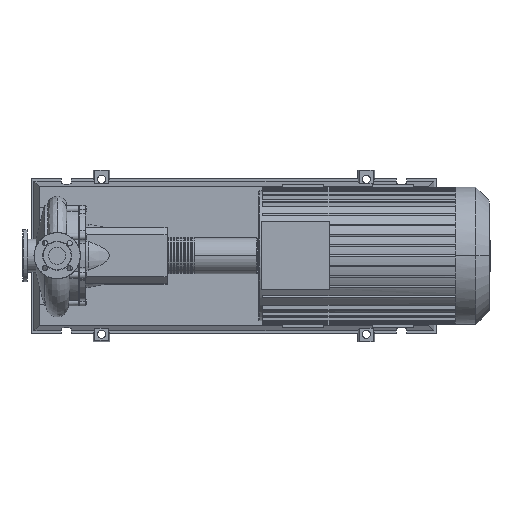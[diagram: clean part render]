
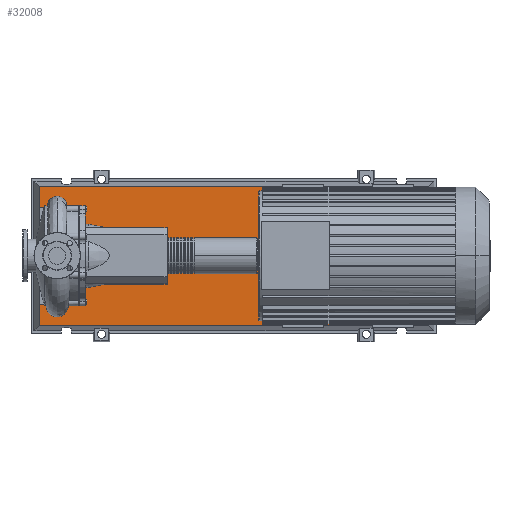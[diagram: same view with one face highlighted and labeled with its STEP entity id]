
A CAD part, top view. The second image highlights one B-rep face of the part: STEP entity #32008.
In plain terms, the highlighted planar face has unit normal (0, 0, 1).
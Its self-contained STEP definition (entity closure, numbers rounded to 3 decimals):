
#28175=CARTESIAN_POINT('',(1319.232,-246.732,103.0));
#28176=VERTEX_POINT('',#28175);
#28183=CARTESIAN_POINT('',(-64.232,-246.732,103.0));
#28184=VERTEX_POINT('',#28183);
#28185=CARTESIAN_POINT('',(1319.232,-246.732,103.0));
#28186=DIRECTION('',(-1.0,0.0,0.0));
#28187=VECTOR('',#28186,1383.465);
#28188=LINE('',#28185,#28187);
#28189=EDGE_CURVE('',#28176,#28184,#28188,.T.);
#31921=CARTESIAN_POINT('',(1319.232,246.732,103.0));
#31922=VERTEX_POINT('',#31921);
#31923=CARTESIAN_POINT('',(1319.232,246.732,103.0));
#31924=DIRECTION('',(0.0,-1.0,0.0));
#31925=VECTOR('',#31924,493.465);
#31926=LINE('',#31923,#31925);
#31927=EDGE_CURVE('',#31922,#28176,#31926,.T.);
#31945=CARTESIAN_POINT('',(-64.232,246.732,103.0));
#31946=VERTEX_POINT('',#31945);
#31947=CARTESIAN_POINT('',(-64.232,-246.732,103.0));
#31948=DIRECTION('',(0.0,1.0,0.0));
#31949=VECTOR('',#31948,493.465);
#31950=LINE('',#31947,#31949);
#31951=EDGE_CURVE('',#28184,#31946,#31950,.T.);
#31984=CARTESIAN_POINT('',(-64.232,246.732,103.0));
#31985=DIRECTION('',(1.0,0.0,0.0));
#31986=VECTOR('',#31985,1383.465);
#31987=LINE('',#31984,#31986);
#31988=EDGE_CURVE('',#31946,#31922,#31987,.T.);
#31997=CARTESIAN_POINT('',(627.5,0.0,103.0));
#31998=DIRECTION('',(0.0,0.0,1.0));
#31999=DIRECTION('',(1.0,0.0,0.0));
#32000=AXIS2_PLACEMENT_3D('',#31997,#31998,#31999);
#32001=PLANE('',#32000);
#32002=ORIENTED_EDGE('',*,*,#31927,.F.);
#32003=ORIENTED_EDGE('',*,*,#31988,.F.);
#32004=ORIENTED_EDGE('',*,*,#31951,.F.);
#32005=ORIENTED_EDGE('',*,*,#28189,.F.);
#32006=EDGE_LOOP('',(#32002,#32003,#32004,#32005));
#32007=FACE_OUTER_BOUND('',#32006,.T.);
#32008=ADVANCED_FACE('',(#32007),#32001,.T.);
